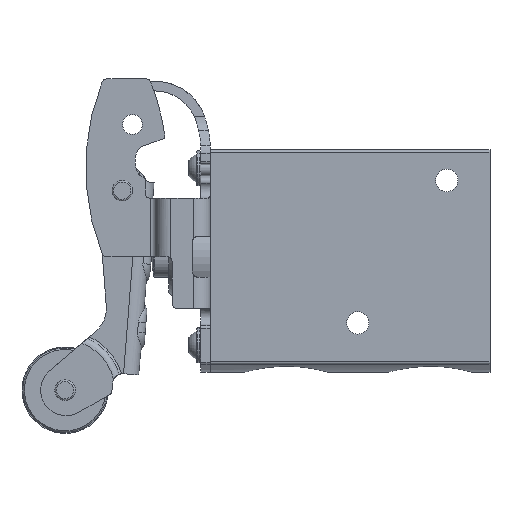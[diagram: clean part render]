
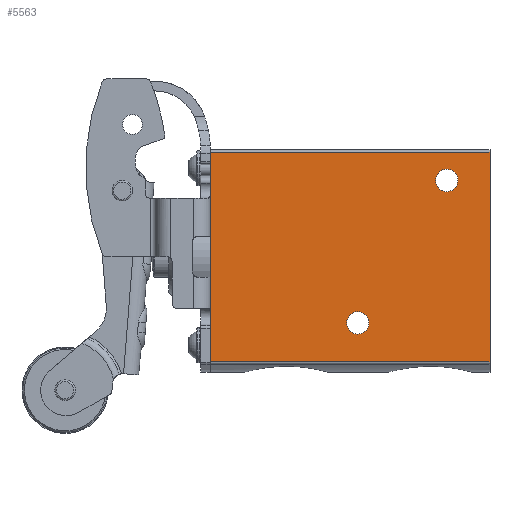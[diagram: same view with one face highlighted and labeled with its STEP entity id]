
A CAD part, left-side view. The second image highlights one B-rep face of the part: STEP entity #5563.
In plain terms, the highlighted face is planar.
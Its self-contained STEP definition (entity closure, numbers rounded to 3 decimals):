
#127=PLANE('',#5966);
#255=LINE('',#8582,#611);
#263=LINE('',#8613,#619);
#264=LINE('',#8621,#620);
#265=LINE('',#8622,#621);
#611=VECTOR('',#6703,1000.);
#619=VECTOR('',#6737,1000.);
#620=VECTOR('',#6746,1000.);
#621=VECTOR('',#6747,1000.);
#977=CIRCLE('',#5967,2.2);
#978=CIRCLE('',#5968,2.2);
#1362=ORIENTED_EDGE('',*,*,#3014,.T.);
#1363=ORIENTED_EDGE('',*,*,#3015,.T.);
#1364=ORIENTED_EDGE('',*,*,#3016,.T.);
#1365=ORIENTED_EDGE('',*,*,#2996,.F.);
#1366=ORIENTED_EDGE('',*,*,#3017,.F.);
#1367=ORIENTED_EDGE('',*,*,#3012,.T.);
#2996=EDGE_CURVE('',#3825,#3822,#255,.T.);
#3012=EDGE_CURVE('',#3836,#3835,#263,.T.);
#3014=EDGE_CURVE('',#3837,#3837,#977,.T.);
#3015=EDGE_CURVE('',#3838,#3838,#978,.T.);
#3016=EDGE_CURVE('',#3835,#3822,#264,.T.);
#3017=EDGE_CURVE('',#3836,#3825,#265,.T.);
#3822=VERTEX_POINT('',#8576);
#3825=VERTEX_POINT('',#8581);
#3835=VERTEX_POINT('',#8612);
#3836=VERTEX_POINT('',#8614);
#3837=VERTEX_POINT('',#8618);
#3838=VERTEX_POINT('',#8620);
#4494=EDGE_LOOP('',(#1362));
#4495=EDGE_LOOP('',(#1363));
#4496=EDGE_LOOP('',(#1364,#1365,#1366,#1367));
#4944=FACE_BOUND('',#4494,.T.);
#4945=FACE_BOUND('',#4495,.T.);
#4946=FACE_BOUND('',#4496,.T.);
#5563=ADVANCED_FACE('',(#4944,#4945,#4946),#127,.F.);
#5966=AXIS2_PLACEMENT_3D('',#8616,#6740,#6741);
#5967=AXIS2_PLACEMENT_3D('',#8617,#6742,#6743);
#5968=AXIS2_PLACEMENT_3D('',#8619,#6744,#6745);
#6703=DIRECTION('',(0.,-1.,0.));
#6737=DIRECTION('',(0.,-1.,0.));
#6740=DIRECTION('',(0.,0.,1.));
#6741=DIRECTION('',(1.,0.,0.));
#6742=DIRECTION('',(0.,0.,1.));
#6743=DIRECTION('',(1.,0.,0.));
#6744=DIRECTION('',(0.,0.,1.));
#6745=DIRECTION('',(1.,0.,0.));
#6746=DIRECTION('',(-1.,0.,0.));
#6747=DIRECTION('',(-1.,0.,0.));
#8576=CARTESIAN_POINT('',(-20.5,0.,-10.));
#8581=CARTESIAN_POINT('',(-20.5,55.,-10.));
#8582=CARTESIAN_POINT('',(-20.5,55.,-10.));
#8612=CARTESIAN_POINT('',(20.644,0.,-10.));
#8613=CARTESIAN_POINT('',(20.644,55.,-10.));
#8614=CARTESIAN_POINT('',(20.644,55.,-10.));
#8616=CARTESIAN_POINT('',(20.644,55.,-10.));
#8617=CARTESIAN_POINT('',(13.,26.,-10.));
#8618=CARTESIAN_POINT('',(15.2,26.,-10.));
#8619=CARTESIAN_POINT('',(-15.,8.5,-10.));
#8620=CARTESIAN_POINT('',(-12.8,8.5,-10.));
#8621=CARTESIAN_POINT('',(20.644,0.,-10.));
#8622=CARTESIAN_POINT('',(20.644,55.,-10.));
